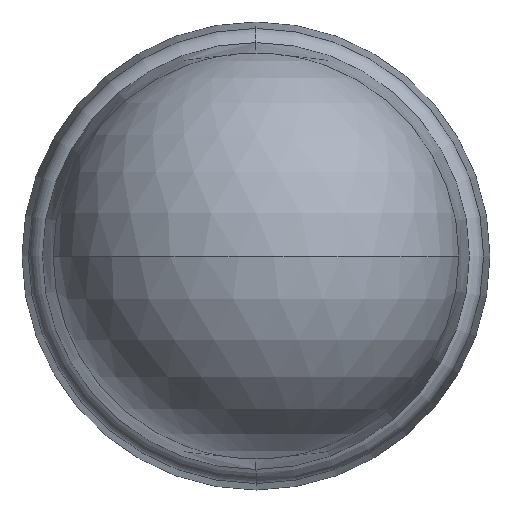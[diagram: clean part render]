
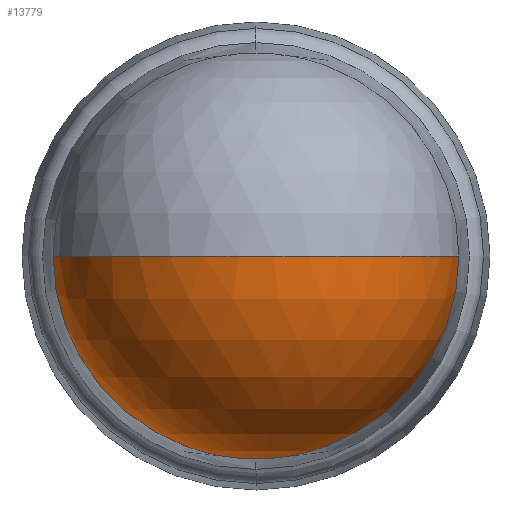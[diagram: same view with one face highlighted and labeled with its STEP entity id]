
A CAD part, left-side view. The second image highlights one B-rep face of the part: STEP entity #13779.
In plain terms, the highlighted spherical face has radius 32.5 mm.
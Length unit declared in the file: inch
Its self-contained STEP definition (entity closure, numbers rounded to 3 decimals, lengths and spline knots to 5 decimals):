
#306 = DIRECTION ( 'NONE',  ( 0., 0., 1. ) ) ;
#1148 = AXIS2_PLACEMENT_3D ( 'NONE', #3045, #15744, #12456 ) ;
#1503 = AXIS2_PLACEMENT_3D ( 'NONE', #10857, #10962, #15853 ) ;
#2429 = EDGE_CURVE ( 'NONE', #13348, #8780, #9825, .T. ) ;
#3045 = CARTESIAN_POINT ( 'NONE',  ( -1.44026, 0., 0. ) ) ;
#3509 = CARTESIAN_POINT ( 'NONE',  ( -1.32874, 0., 0. ) ) ;
#4173 = DIRECTION ( 'NONE',  ( -1., 0., 0. ) ) ;
#5330 = EDGE_CURVE ( 'NONE', #14974, #13348, #14002, .T. ) ;
#5396 = EDGE_CURVE ( 'NONE', #8780, #14974, #7269, .T. ) ;
#5428 = AXIS2_PLACEMENT_3D ( 'NONE', #7347, #4173, #12102 ) ;
#6031 = CARTESIAN_POINT ( 'NONE',  ( -1.44026, 1.27466, 0. ) ) ;
#6681 = ORIENTED_EDGE ( 'NONE', *, *, #2429, .T. ) ;
#7269 = CIRCLE ( 'NONE', #1503, 1.27953 ) ;
#7347 = CARTESIAN_POINT ( 'NONE',  ( -1.44026, 0., 0. ) ) ;
#8780 = VERTEX_POINT ( 'NONE', #17713 ) ;
#8926 = ORIENTED_EDGE ( 'NONE', *, *, #5396, .T. ) ;
#9825 = CIRCLE ( 'NONE', #5428, 1.27466 ) ;
#10028 = ORIENTED_EDGE ( 'NONE', *, *, #5330, .T. ) ;
#10857 = CARTESIAN_POINT ( 'NONE',  ( -1.32874, 0., 0. ) ) ;
#10962 = DIRECTION ( 'NONE',  ( 0., 0., -1. ) ) ;
#12102 = DIRECTION ( 'NONE',  ( 0., 0., -1. ) ) ;
#12456 = DIRECTION ( 'NONE',  ( 0., 0., -1. ) ) ;
#13348 = VERTEX_POINT ( 'NONE', #18252 ) ;
#13779 = ADVANCED_FACE ( 'NONE', ( #18020 ), #17805, .T. ) ;
#14002 = CIRCLE ( 'NONE', #1148, 1.27466 ) ;
#14974 = VERTEX_POINT ( 'NONE', #6031 ) ;
#15744 = DIRECTION ( 'NONE',  ( -1., 0., 0. ) ) ;
#15853 = DIRECTION ( 'NONE',  ( -1., 0., 0. ) ) ;
#15881 = AXIS2_PLACEMENT_3D ( 'NONE', #3509, #306, #17920 ) ;
#17713 = CARTESIAN_POINT ( 'NONE',  ( -1.44026, -1.27466, 0. ) ) ;
#17805 = SPHERICAL_SURFACE ( 'NONE', #15881, 1.27953 ) ;
#17920 = DIRECTION ( 'NONE',  ( -1., 0., 0. ) ) ;
#18020 = FACE_OUTER_BOUND ( 'NONE', #19832, .T. ) ;
#18252 = CARTESIAN_POINT ( 'NONE',  ( -1.44026, 0., -1.27466 ) ) ;
#19832 = EDGE_LOOP ( 'NONE', ( #10028, #6681, #8926 ) ) ;
